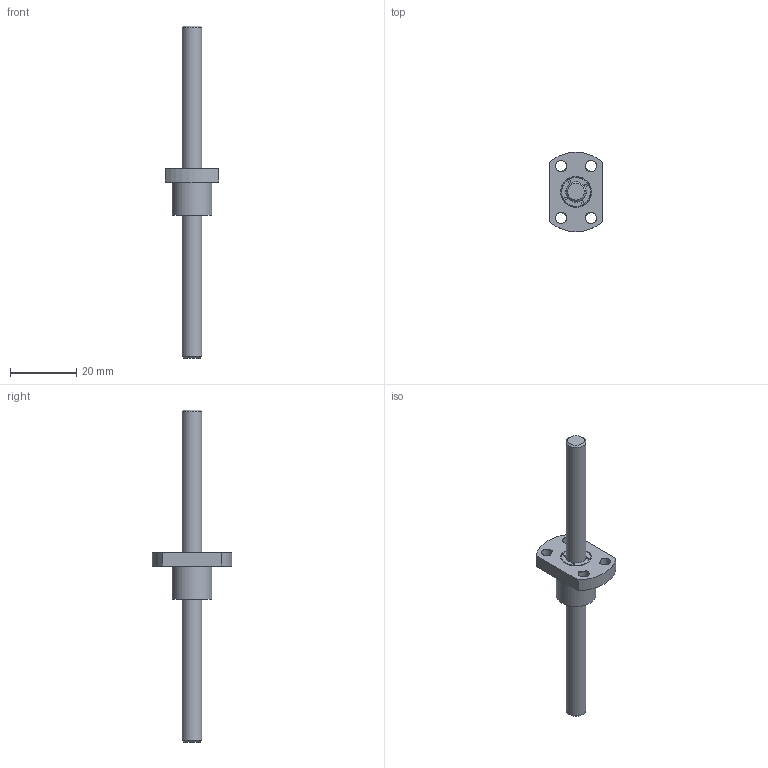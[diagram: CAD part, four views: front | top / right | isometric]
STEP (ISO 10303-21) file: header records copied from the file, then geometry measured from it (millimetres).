
FILE_DESCRIPTION(/* description */ ('STEP AP214'),/* implementation_level */ '2;1');
FILE_NAME(/* name */ 'SFKR0601-4(100N1N100-1)',/* time_stamp */ '2025-09-08T11:16:52+02:00',/* author */ ('License CC BY-ND 4.0'),/* organization */ ('CADENAS'),/* preprocessor_version */ 'ST-DEVELOPER v19.3',/* originating_system */ 'PARTsolutions',/* authorisation */ ' ');
FILE_SCHEMA (('AUTOMOTIVE_DESIGN {1 0 10303 214 3 1 1}'));
Length unit declared in the file: millimetre
Products named in the file (1): SFKR0601-4(100N1N100-1)
Bounding box: 16 x 23.92 x 100 mm (x, y, z)
Volume: 4821.4 mm3; surface area: 3142.5 mm2
Topology: 1 solids, 1 shells, 64 faces, 154 edges, 97 vertices
Faces by surface type: cylinder 31, plane 21, torus 8, cone 4
Full cylindrical faces by diameter (mm): 3.4 x4, 6 x2, 6.2 x2, 12 x1
Entity records: 1818 total; most frequent: CARTESIAN_POINT 397, DIRECTION 298, ORIENTED_EDGE 264, AXIS2_PLACEMENT_3D 133, EDGE_CURVE 132, EDGE_LOOP 90, FACE_BOUND 90, VERTEX_POINT 88
